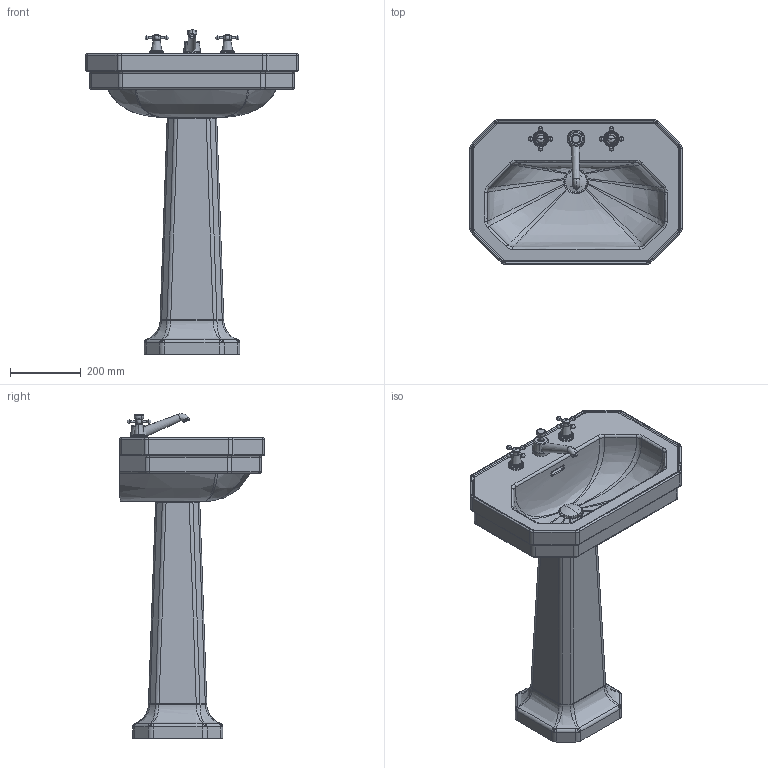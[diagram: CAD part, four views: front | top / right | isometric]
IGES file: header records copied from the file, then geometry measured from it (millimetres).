
Global section: file name: No Iges File Name specified; native system: AutoDesk Inventor R11.0; preprocessor: AutoDesk Inventor Iges Exporter R11.0; author: No Author specified; organization: No Organization specified; date: 20080103.111335; units: millimetre
Bounding box: 600 x 410.1 x 918.46 mm (x, y, z)
Volume: 21907104.2 mm3; surface area: 1653498.7 mm2
Topology: 18 solids, 18 shells, 562 faces, 1332 edges, 779 vertices
Faces by surface type: bspline 148, cylinder 132, plane 128, torus 72, revolution 48, sphere 18, cone 16
